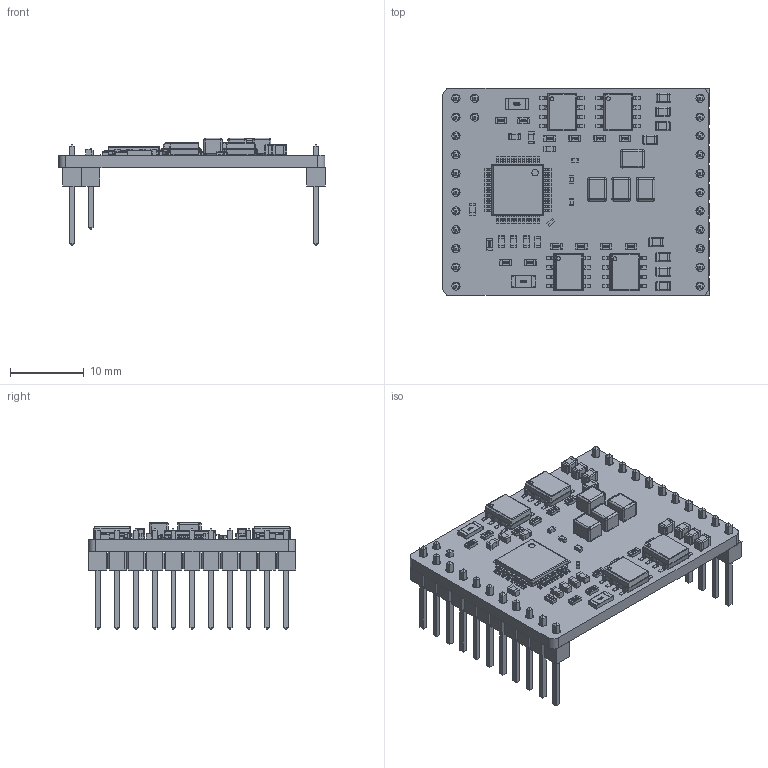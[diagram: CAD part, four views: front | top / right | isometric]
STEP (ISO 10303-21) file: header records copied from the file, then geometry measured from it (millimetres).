
FILE_DESCRIPTION(('Open CASCADE Model'),'2;1');
FILE_NAME('Open CASCADE Shape Model','2020-04-10T20:15:09',('Author'),( 'Open CASCADE'),'Open CASCADE STEP processor 6.8','Open CASCADE 6.8' ,'Unknown');
FILE_SCHEMA(('AUTOMOTIVE_DESIGN { 1 0 10303 214 1 1 1 1 }'));
Length unit declared in the file: millimetre
Products named in the file (91): PCB; Board; Open CASCADE STEP translator 6.8 2.1.1; JCLK; 7117631184; Body; LeadsArray; C20; 7117631744; Fillet1; Fillet2; body2; C19; 7117633584; C18; C17; C16; C15; C10; C9; C48V4; 7117632304; C48V3; 7117632624; C48V2; 7117632864; C48V1; J2; 7117631904; J1; C1; CAP_0603; C2; C3; C4; C5; C6; C7; C8; C11 ...
Assembly tree (177 placements, depth 5):
  PCB
    Board
      Open CASCADE STEP translator 6.8 2.1.1
    JCLK
      7117631184
        Body
        LeadsArray
    C20
      7117631744
        Fillet1
        Fillet2
        body2
    C19
      7117633584
        Fillet1
        Fillet2
        body2
    C18
      7117633584
        Fillet1
        Fillet2
        body2
    C17
      7117633584
        Fillet1
        Fillet2
        body2
    C16
      7117633584
        Fillet1
        Fillet2
        body2
    C15
      7117633584
        Fillet1
        Fillet2
        body2
    C10
      7117633584
        Fillet1
        Fillet2
        body2
    C9
      7117633584
        Fillet1
        Fillet2
        body2
    C48V4
      7117632304
        Fillet1
        Fillet2
        body2
    C48V3
      7117632624
        Fillet1
        Fillet2
        body2
    C48V2
      7117632864
        Fillet1
Bounding box: 36.1 x 28 x 14.54 mm (x, y, z)
Volume: 2448.8 mm3; surface area: 4969 mm2
Topology: 221 solids, 226 shells, 5245 faces, 11639 edges, 6733 vertices
Faces by surface type: plane 3319, cylinder 937, bspline 749, sphere 240
Full cylindrical faces by diameter (mm): 0.5 x4, 0.875 x1, 1.1 x24
Entity records: 37527 total; most frequent: CARTESIAN_POINT 11626, DIRECTION 4697, ORIENTED_EDGE 4520, EDGE_CURVE 2261, LINE 1623, VECTOR 1623, AXIS2_PLACEMENT_3D 1537, VERTEX_POINT 1318
